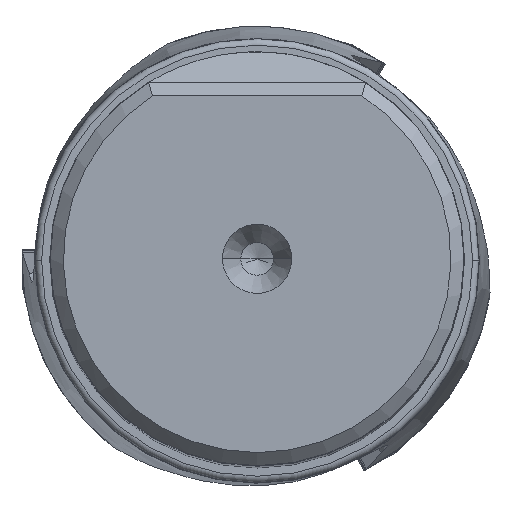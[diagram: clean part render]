
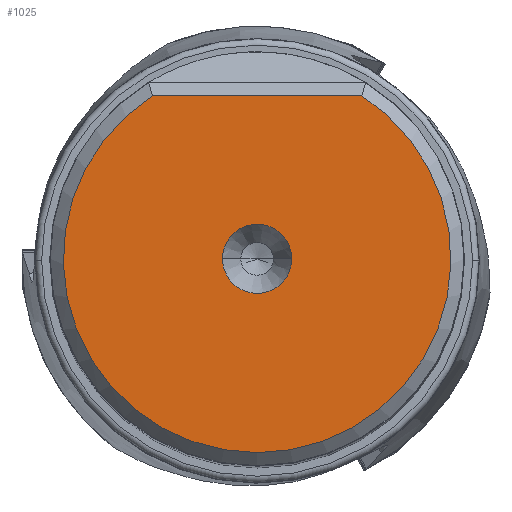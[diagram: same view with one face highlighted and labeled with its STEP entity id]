
A CAD part, top view. The second image highlights one B-rep face of the part: STEP entity #1025.
In plain terms, the highlighted planar face has unit normal (0, 0, 1).
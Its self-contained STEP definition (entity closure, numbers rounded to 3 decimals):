
#145=FACE_BOUND('',#2003,.T.);
#146=FACE_BOUND('',#2004,.T.);
#650=PLANE('',#9130);
#1025=ADVANCED_FACE('',(#145,#146),#650,.T.);
#2003=EDGE_LOOP('',(#2957,#2958));
#2004=EDGE_LOOP('',(#2959,#2960,#2961));
#2500=CIRCLE('',#9124,2.65);
#2501=CIRCLE('',#9126,2.65);
#2502=CIRCLE('',#9128,14.84);
#2503=CIRCLE('',#9129,14.84);
#2957=ORIENTED_EDGE('',*,*,#6513,.T.);
#2958=ORIENTED_EDGE('',*,*,#6516,.T.);
#2959=ORIENTED_EDGE('',*,*,#6517,.T.);
#2960=ORIENTED_EDGE('',*,*,#6518,.T.);
#2961=ORIENTED_EDGE('',*,*,#6519,.T.);
#5595=VERTEX_POINT('',#12481);
#5596=VERTEX_POINT('',#12482);
#5597=VERTEX_POINT('',#12489);
#5598=VERTEX_POINT('',#12490);
#5599=VERTEX_POINT('',#12492);
#6513=EDGE_CURVE('',#5595,#5596,#2500,.T.);
#6516=EDGE_CURVE('',#5596,#5595,#2501,.T.);
#6517=EDGE_CURVE('',#5597,#5598,#7839,.T.);
#6518=EDGE_CURVE('',#5598,#5599,#2502,.T.);
#6519=EDGE_CURVE('',#5599,#5597,#2503,.T.);
#7839=LINE('',#12488,#8363);
#8363=VECTOR('',#10128,1.);
#9124=AXIS2_PLACEMENT_3D('',#12480,#10118,#10119);
#9126=AXIS2_PLACEMENT_3D('',#12486,#10124,#10125);
#9128=AXIS2_PLACEMENT_3D('',#12491,#10129,#10130);
#9129=AXIS2_PLACEMENT_3D('',#12493,#10131,#10132);
#9130=AXIS2_PLACEMENT_3D('',#12494,#10133,#10134);
#10118=DIRECTION('',(0.,0.,-1.));
#10119=DIRECTION('',(-1.,0.,0.));
#10124=DIRECTION('',(0.,0.,-1.));
#10125=DIRECTION('',(1.,0.,0.));
#10128=DIRECTION('',(-1.,0.,0.));
#10129=DIRECTION('',(0.,0.,1.));
#10130=DIRECTION('',(-0.541,0.841,0.));
#10131=DIRECTION('',(0.,0.,1.));
#10132=DIRECTION('',(0.,-1.,0.));
#10133=DIRECTION('',(0.,0.,1.));
#10134=DIRECTION('',(1.,0.,0.));
#12480=CARTESIAN_POINT('',(0.,0.,54.37));
#12481=CARTESIAN_POINT('',(-2.65,0.,54.37));
#12482=CARTESIAN_POINT('',(2.65,0.,54.37));
#12486=CARTESIAN_POINT('',(0.,0.,54.37));
#12488=CARTESIAN_POINT('',(8.022,12.485,54.37));
#12489=CARTESIAN_POINT('',(8.022,12.485,54.37));
#12490=CARTESIAN_POINT('',(-8.022,12.485,54.37));
#12491=CARTESIAN_POINT('',(0.,0.,54.37));
#12492=CARTESIAN_POINT('',(0.,-14.84,54.37));
#12493=CARTESIAN_POINT('',(0.,0.,54.37));
#12494=CARTESIAN_POINT('',(0.,-1.177,54.37));
